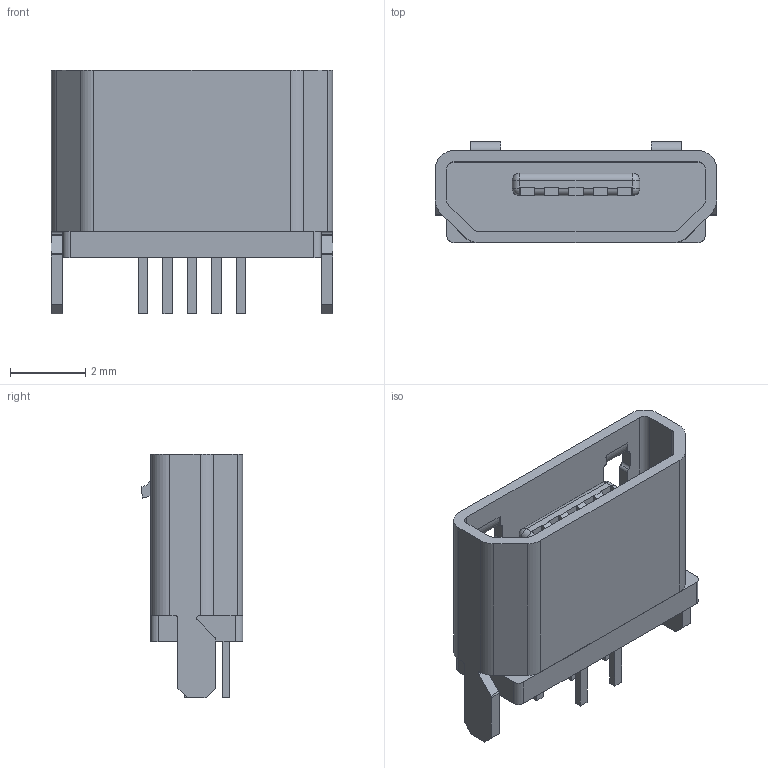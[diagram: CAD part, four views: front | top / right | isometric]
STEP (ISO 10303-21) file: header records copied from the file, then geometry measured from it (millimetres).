
FILE_DESCRIPTION(/* description */ (''),/* implementation_level */ '2;1');
FILE_NAME(/* name */ 'MicroUSB.step',/* time_stamp */ '2024-09-20T00:25:17+02:00',/* author */ (''),/* organization */ (''),/* preprocessor_version */ 'ST-DEVELOPER v20',/* originating_system */ 'Autodesk Translation Framework v13.14.0.145',/* authorisation */ '');
FILE_SCHEMA (('AUTOMOTIVE_DESIGN { 1 0 10303 214 3 1 1 }'));
Length unit declared in the file: millimetre
Products named in the file (4): 3D_PCB1_2024-09-20; nNrQ-USB1; MICRO-USB-TH_MICRO-180-ZB; COMPOUND
Assembly tree (3 placements, depth 4):
  3D_PCB1_2024-09-20
    nNrQ-USB1
      MICRO-USB-TH_MICRO-180-ZB
        COMPOUND
Bounding box: 7.5 x 2.7 x 6.5 mm (x, y, z)
Volume: 52.9 mm3; surface area: 261.8 mm2
Topology: 2 solids, 2 shells, 178 faces, 495 edges, 322 vertices
Faces by surface type: plane 111, cylinder 63, sphere 4
Entity records: 5967 total; most frequent: CARTESIAN_POINT 998, DIRECTION 991, ORIENTED_EDGE 982, EDGE_CURVE 491, LINE 361, VECTOR 361, VERTEX_POINT 322, AXIS2_PLACEMENT_3D 315
